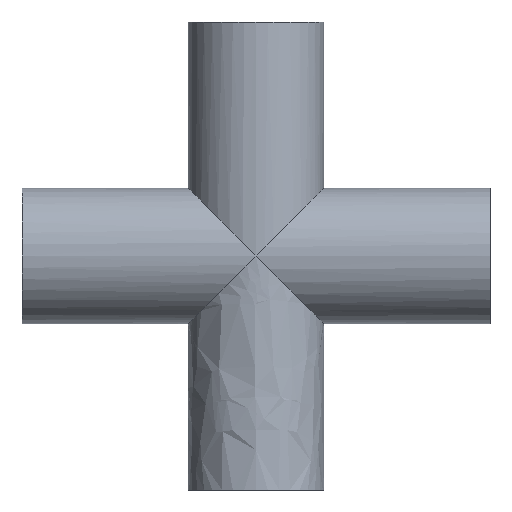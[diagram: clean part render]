
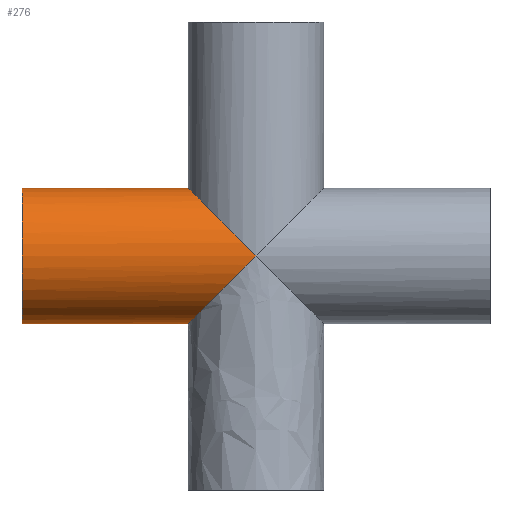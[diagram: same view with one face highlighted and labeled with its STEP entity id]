
A CAD part, front view. The second image highlights one B-rep face of the part: STEP entity #276.
In plain terms, the highlighted cylindrical face has radius 14.5 mm (diameter 29 mm), a full revolution.
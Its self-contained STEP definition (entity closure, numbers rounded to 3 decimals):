
#206=CARTESIAN_POINT('',(0.0,-14.5,0.0));
#207=VERTEX_POINT('',#206);
#208=CARTESIAN_POINT('',(0.0,14.5,0.0));
#209=VERTEX_POINT('',#208);
#217=CARTESIAN_POINT('',(0.0,0.0,0.0));
#218=DIRECTION('',(-0.707,0.0,0.707));
#219=DIRECTION('',(-0.707,0.0,-0.707));
#220=AXIS2_PLACEMENT_3D('',#217,#218,#219);
#221=ELLIPSE('',#220,20.506,14.5);
#222=EDGE_CURVE('',#209,#207,#221,.T.);
#250=CARTESIAN_POINT('',(0.0,0.0,0.0));
#251=DIRECTION('',(-1.0,0.0,0.0));
#252=DIRECTION('',(0.0,-1.0,0.0));
#253=AXIS2_PLACEMENT_3D('',#250,#251,#252);
#254=CYLINDRICAL_SURFACE('',#253,14.5);
#255=ORIENTED_EDGE('',*,*,#222,.T.);
#256=CARTESIAN_POINT('',(0.0,0.0,0.0));
#257=DIRECTION('',(-0.707,0.0,-0.707));
#258=DIRECTION('',(-0.707,0.0,0.707));
#259=AXIS2_PLACEMENT_3D('',#256,#257,#258);
#260=ELLIPSE('',#259,20.506,14.5);
#261=EDGE_CURVE('',#207,#209,#260,.T.);
#262=ORIENTED_EDGE('',*,*,#261,.T.);
#263=EDGE_LOOP('',(#255,#262));
#264=FACE_OUTER_BOUND('',#263,.T.);
#265=CARTESIAN_POINT('',(-50.0,-14.5,0.0));
#266=VERTEX_POINT('',#265);
#267=CARTESIAN_POINT('',(-50.0,0.0,0.0));
#268=DIRECTION('',(-1.0,0.0,0.0));
#269=DIRECTION('',(0.0,-1.0,0.0));
#270=AXIS2_PLACEMENT_3D('',#267,#268,#269);
#271=CIRCLE('',#270,14.5);
#272=EDGE_CURVE('',#266,#266,#271,.T.);
#273=ORIENTED_EDGE('',*,*,#272,.F.);
#274=EDGE_LOOP('',(#273));
#275=FACE_BOUND('',#274,.T.);
#276=ADVANCED_FACE('',(#264,#275),#254,.T.);
